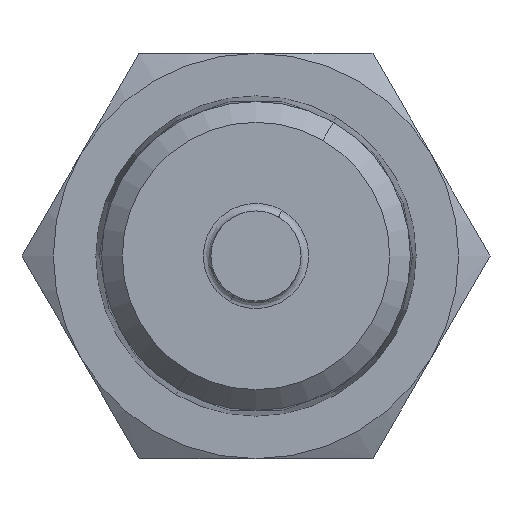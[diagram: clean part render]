
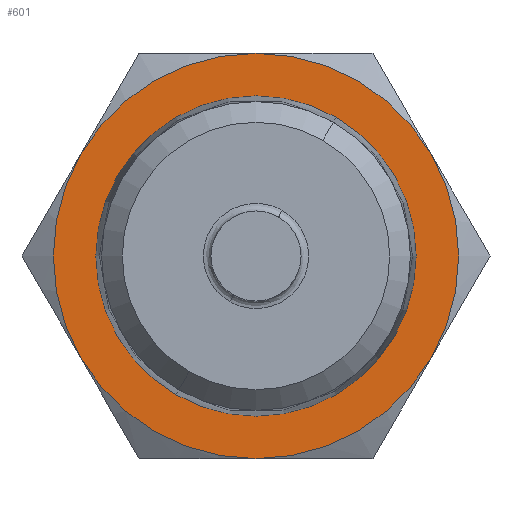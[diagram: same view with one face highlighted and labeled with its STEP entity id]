
A CAD part, front view. The second image highlights one B-rep face of the part: STEP entity #601.
In plain terms, the highlighted planar face has unit normal (0, -1, 0).
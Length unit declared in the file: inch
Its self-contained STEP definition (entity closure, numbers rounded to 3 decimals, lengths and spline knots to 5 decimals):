
#14 = VERTEX_POINT ( 'NONE', #1997 ) ;
#36 = CARTESIAN_POINT ( 'NONE',  ( 0., -0.11811, -0.5315 ) ) ;
#59 = DIRECTION ( 'NONE',  ( 0.5, 0., 0.866 ) ) ;
#132 = DIRECTION ( 'NONE',  ( 0., 1., 0. ) ) ;
#147 = DIRECTION ( 'NONE',  ( 0.5, 0., 0.866 ) ) ;
#205 = EDGE_LOOP ( 'NONE', ( #2858, #1768, #465, #2471, #1471, #418 ) ) ;
#206 = AXIS2_PLACEMENT_3D ( 'NONE', #2170, #2160, #355 ) ;
#236 = AXIS2_PLACEMENT_3D ( 'NONE', #1200, #1695, #1504 ) ;
#267 = PLANE ( 'NONE',  #236 ) ;
#285 = CARTESIAN_POINT ( 'NONE',  ( -0.46029, -0.11811, -0.26575 ) ) ;
#355 = DIRECTION ( 'NONE',  ( -0.866, 0., 0.5 ) ) ;
#387 = DIRECTION ( 'NONE',  ( 0.5, 0., 0.866 ) ) ;
#418 = ORIENTED_EDGE ( 'NONE', *, *, #798, .F. ) ;
#440 = VERTEX_POINT ( 'NONE', #285 ) ;
#465 = ORIENTED_EDGE ( 'NONE', *, *, #1505, .F. ) ;
#497 = CARTESIAN_POINT ( 'NONE',  ( 0.46029, -0.11811, -0.26575 ) ) ;
#510 = FACE_BOUND ( 'NONE', #1282, .T. ) ;
#547 = EDGE_CURVE ( 'NONE', #14, #622, #1621, .T. ) ;
#589 = CIRCLE ( 'NONE', #1203, 0.42 ) ;
#601 = ADVANCED_FACE ( 'NONE', ( #510, #1271 ), #267, .T. ) ;
#607 = AXIS2_PLACEMENT_3D ( 'NONE', #1305, #2442, #147 ) ;
#622 = VERTEX_POINT ( 'NONE', #2140 ) ;
#687 = VERTEX_POINT ( 'NONE', #1928 ) ;
#718 = DIRECTION ( 'NONE',  ( 0., 1., 0. ) ) ;
#795 = EDGE_CURVE ( 'NONE', #440, #1667, #1855, .T. ) ;
#798 = EDGE_CURVE ( 'NONE', #687, #934, #2079, .T. ) ;
#862 = AXIS2_PLACEMENT_3D ( 'NONE', #2189, #2667, #1323 ) ;
#923 = CARTESIAN_POINT ( 'NONE',  ( 0., -0.11811, -0.5315 ) ) ;
#934 = VERTEX_POINT ( 'NONE', #1339 ) ;
#964 = CARTESIAN_POINT ( 'NONE',  ( 0., -0.11811, -0.5315 ) ) ;
#1013 = CIRCLE ( 'NONE', #607, 0.5315 ) ;
#1017 = CIRCLE ( 'NONE', #206, 0.5315 ) ;
#1086 = EDGE_CURVE ( 'NONE', #2893, #1194, #2409, .T. ) ;
#1190 = DIRECTION ( 'NONE',  ( 0.5, 0., 0.866 ) ) ;
#1194 = VERTEX_POINT ( 'NONE', #2745 ) ;
#1200 = CARTESIAN_POINT ( 'NONE',  ( 0., -0.11811, -0.5315 ) ) ;
#1203 = AXIS2_PLACEMENT_3D ( 'NONE', #2134, #2123, #2613 ) ;
#1271 = FACE_OUTER_BOUND ( 'NONE', #205, .T. ) ;
#1282 = EDGE_LOOP ( 'NONE', ( #1989, #2408 ) ) ;
#1305 = CARTESIAN_POINT ( 'NONE',  ( 0., -0.11811, -0.5315 ) ) ;
#1323 = DIRECTION ( 'NONE',  ( 0.5, 0., 0.866 ) ) ;
#1325 = AXIS2_PLACEMENT_3D ( 'NONE', #964, #1434, #59 ) ;
#1339 = CARTESIAN_POINT ( 'NONE',  ( -0.46029, -0.11811, -0.79724 ) ) ;
#1373 = EDGE_CURVE ( 'NONE', #1194, #687, #1380, .T. ) ;
#1380 = CIRCLE ( 'NONE', #1906, 0.5315 ) ;
#1383 = DIRECTION ( 'NONE',  ( 0., 1., 0. ) ) ;
#1413 = EDGE_CURVE ( 'NONE', #622, #14, #589, .T. ) ;
#1434 = DIRECTION ( 'NONE',  ( 0., 1., 0. ) ) ;
#1471 = ORIENTED_EDGE ( 'NONE', *, *, #2163, .F. ) ;
#1504 = DIRECTION ( 'NONE',  ( -0.5, 0., -0.866 ) ) ;
#1505 = EDGE_CURVE ( 'NONE', #1667, #2893, #1017, .T. ) ;
#1520 = CARTESIAN_POINT ( 'NONE',  ( 0., -0.11811, -0.5315 ) ) ;
#1621 = CIRCLE ( 'NONE', #1325, 0.42 ) ;
#1667 = VERTEX_POINT ( 'NONE', #1986 ) ;
#1695 = DIRECTION ( 'NONE',  ( 0., -1., 0. ) ) ;
#1768 = ORIENTED_EDGE ( 'NONE', *, *, #1086, .F. ) ;
#1855 = CIRCLE ( 'NONE', #2622, 0.5315 ) ;
#1906 = AXIS2_PLACEMENT_3D ( 'NONE', #923, #718, #2551 ) ;
#1928 = CARTESIAN_POINT ( 'NONE',  ( 0., -0.11811, -1.06299 ) ) ;
#1986 = CARTESIAN_POINT ( 'NONE',  ( 0., -0.11811, 0. ) ) ;
#1989 = ORIENTED_EDGE ( 'NONE', *, *, #547, .T. ) ;
#1997 = CARTESIAN_POINT ( 'NONE',  ( 0.21, -0.11811, -0.16777 ) ) ;
#2079 = CIRCLE ( 'NONE', #862, 0.5315 ) ;
#2123 = DIRECTION ( 'NONE',  ( 0., 1., 0. ) ) ;
#2134 = CARTESIAN_POINT ( 'NONE',  ( 0., -0.11811, -0.5315 ) ) ;
#2140 = CARTESIAN_POINT ( 'NONE',  ( -0.21, -0.11811, -0.89523 ) ) ;
#2160 = DIRECTION ( 'NONE',  ( 0., 1., 0. ) ) ;
#2162 = AXIS2_PLACEMENT_3D ( 'NONE', #36, #1383, #1190 ) ;
#2163 = EDGE_CURVE ( 'NONE', #934, #440, #1013, .T. ) ;
#2170 = CARTESIAN_POINT ( 'NONE',  ( 0., -0.11811, -0.5315 ) ) ;
#2189 = CARTESIAN_POINT ( 'NONE',  ( 0., -0.11811, -0.5315 ) ) ;
#2408 = ORIENTED_EDGE ( 'NONE', *, *, #1413, .T. ) ;
#2409 = CIRCLE ( 'NONE', #2162, 0.5315 ) ;
#2442 = DIRECTION ( 'NONE',  ( 0., 1., 0. ) ) ;
#2471 = ORIENTED_EDGE ( 'NONE', *, *, #795, .F. ) ;
#2551 = DIRECTION ( 'NONE',  ( -0.866, 0., 0.5 ) ) ;
#2613 = DIRECTION ( 'NONE',  ( 0.5, 0., 0.866 ) ) ;
#2622 = AXIS2_PLACEMENT_3D ( 'NONE', #1520, #132, #387 ) ;
#2667 = DIRECTION ( 'NONE',  ( 0., 1., 0. ) ) ;
#2745 = CARTESIAN_POINT ( 'NONE',  ( 0.46029, -0.11811, -0.79724 ) ) ;
#2858 = ORIENTED_EDGE ( 'NONE', *, *, #1373, .F. ) ;
#2893 = VERTEX_POINT ( 'NONE', #497 ) ;
